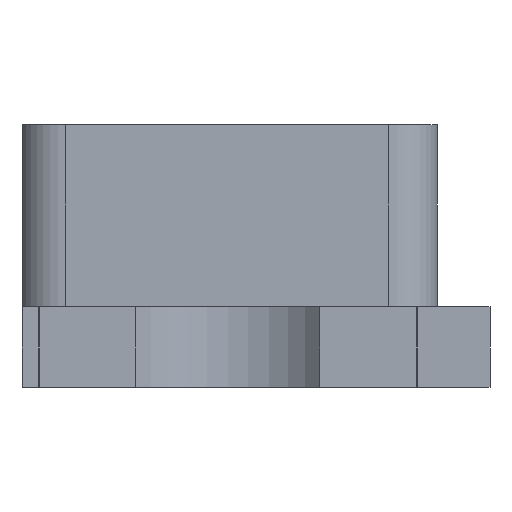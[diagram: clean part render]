
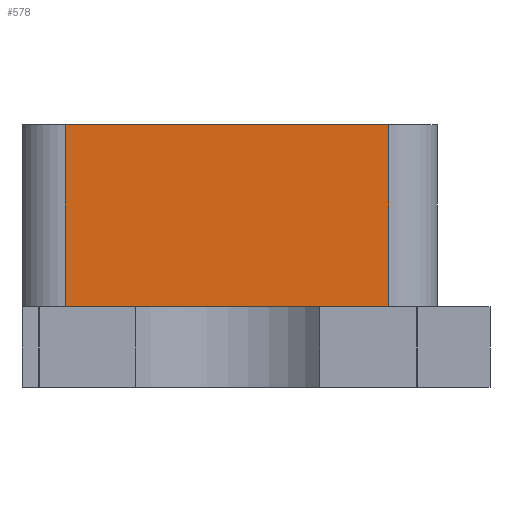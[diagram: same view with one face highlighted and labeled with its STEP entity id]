
A CAD part, front view. The second image highlights one B-rep face of the part: STEP entity #578.
In plain terms, the highlighted planar face has unit normal (0, -1, 0).
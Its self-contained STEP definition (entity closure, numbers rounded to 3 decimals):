
#70=FACE_OUTER_BOUND('',#100,.T.);
#100=EDGE_LOOP('',(#463,#464,#465,#466));
#152=LINE('',#931,#212);
#154=LINE('',#937,#214);
#156=LINE('',#943,#216);
#157=LINE('',#944,#217);
#212=VECTOR('',#758,10.);
#214=VECTOR('',#764,10.);
#216=VECTOR('',#770,10.);
#217=VECTOR('',#771,10.);
#272=VERTEX_POINT('',#928);
#273=VERTEX_POINT('',#930);
#275=VERTEX_POINT('',#936);
#277=VERTEX_POINT('',#942);
#343=EDGE_CURVE('',#273,#272,#152,.T.);
#346=EDGE_CURVE('',#275,#273,#154,.T.);
#349=EDGE_CURVE('',#277,#272,#156,.T.);
#350=EDGE_CURVE('',#275,#277,#157,.T.);
#463=ORIENTED_EDGE('',*,*,#343,.T.);
#464=ORIENTED_EDGE('',*,*,#349,.F.);
#465=ORIENTED_EDGE('',*,*,#350,.F.);
#466=ORIENTED_EDGE('',*,*,#346,.T.);
#553=PLANE('',#639);
#578=ADVANCED_FACE('',(#70),#553,.T.);
#639=AXIS2_PLACEMENT_3D('',#941,#768,#769);
#758=DIRECTION('',(1.,0.,0.));
#764=DIRECTION('',(0.,0.,-1.));
#768=DIRECTION('center_axis',(0.,-1.,0.));
#769=DIRECTION('ref_axis',(1.,0.,0.));
#770=DIRECTION('',(0.,0.,-1.));
#771=DIRECTION('',(1.,0.,0.));
#928=CARTESIAN_POINT('',(4.,-6.2,-30.55));
#930=CARTESIAN_POINT('',(-4.,-6.2,-30.55));
#931=CARTESIAN_POINT('',(-1.643,-6.2,-30.55));
#936=CARTESIAN_POINT('',(-4.,-6.2,-26.05));
#937=CARTESIAN_POINT('',(-4.,-6.2,-30.55));
#941=CARTESIAN_POINT('Origin',(-4.,-6.2,-30.55));
#942=CARTESIAN_POINT('',(4.,-6.2,-26.05));
#943=CARTESIAN_POINT('',(4.,-6.2,-30.55));
#944=CARTESIAN_POINT('',(4.,-6.2,-26.05));
